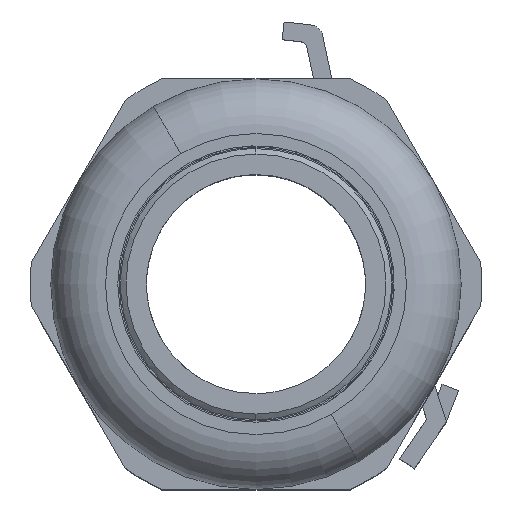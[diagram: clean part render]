
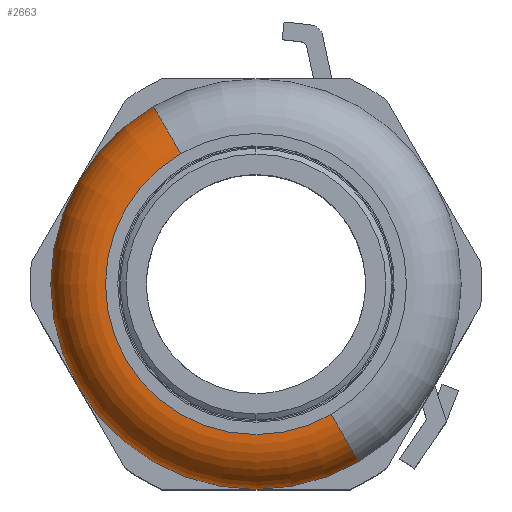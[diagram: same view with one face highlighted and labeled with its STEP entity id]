
A CAD part, top view. The second image highlights one B-rep face of the part: STEP entity #2663.
In plain terms, the highlighted toroidal (fillet/blend) face has major radius 11 mm and minor radius 4 mm.
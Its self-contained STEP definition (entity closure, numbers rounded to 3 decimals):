
#2604=AXIS2_PLACEMENT_3D('Circle Axis2P3D',#2602,#2603,$) ;
#2623=AXIS2_PLACEMENT_3D('Circle Axis2P3D',#2621,#2622,$) ;
#2637=AXIS2_PLACEMENT_3D('Circle Axis2P3D',#2635,#2636,$) ;
#2650=AXIS2_PLACEMENT_3D('Torus Axis2P3D',#2647,#2648,#2649) ;
#2654=AXIS2_PLACEMENT_3D('Circle Axis2P3D',#2652,#2653,$) ;
#2597=CARTESIAN_POINT('Vertex',(22.,5.474,63.5)) ;
#2599=CARTESIAN_POINT('Vertex',(11.,24.526,63.5)) ;
#2602=CARTESIAN_POINT('Axis2P3D Location',(16.5,15.,63.5)) ;
#2621=CARTESIAN_POINT('Axis2P3D Location',(22.,5.474,59.5)) ;
#2625=CARTESIAN_POINT('Vertex',(24.,2.01,59.5)) ;
#2632=CARTESIAN_POINT('Vertex',(9.,27.99,59.5)) ;
#2635=CARTESIAN_POINT('Axis2P3D Location',(11.,24.526,59.5)) ;
#2647=CARTESIAN_POINT('Axis2P3D Location',(16.5,15.,59.5)) ;
#2652=CARTESIAN_POINT('Axis2P3D Location',(16.5,15.,59.5)) ;
#2603=DIRECTION('Axis2P3D Direction',(0.,0.,1.)) ;
#2622=DIRECTION('Axis2P3D Direction',(-0.866,-0.5,0.)) ;
#2636=DIRECTION('Axis2P3D Direction',(0.866,0.5,0.)) ;
#2648=DIRECTION('Axis2P3D Direction',(0.,0.,1.)) ;
#2649=DIRECTION('Axis2P3D XDirection',(-0.5,0.866,0.)) ;
#2653=DIRECTION('Axis2P3D Direction',(0.,0.,1.)) ;
#2658=ORIENTED_EDGE('',*,*,#2639,.T.) ;
#2659=ORIENTED_EDGE('',*,*,#2656,.F.) ;
#2660=ORIENTED_EDGE('',*,*,#2627,.T.) ;
#2661=ORIENTED_EDGE('',*,*,#2606,.F.) ;
#2663=ADVANCED_FACE('Hauptk\X2\00F6\X0\rper',(#2662),#2651,.T.) ;
#2605=CIRCLE('generated circle',#2604,11.) ;
#2624=CIRCLE('generated circle',#2623,4.) ;
#2638=CIRCLE('generated circle',#2637,4.) ;
#2655=CIRCLE('generated circle',#2654,15.) ;
#2651=TOROIDAL_SURFACE('homeo Torus',#2650,11.,4.) ;
#2606=EDGE_CURVE('',#2600,#2598,#2605,.T.) ;
#2627=EDGE_CURVE('',#2626,#2598,#2624,.T.) ;
#2639=EDGE_CURVE('',#2600,#2633,#2638,.F.) ;
#2656=EDGE_CURVE('',#2626,#2633,#2655,.F.) ;
#2657=EDGE_LOOP('',(#2658,#2659,#2660,#2661)) ;
#2662=FACE_OUTER_BOUND('',#2657,.T.) ;
#2598=VERTEX_POINT('',#2597) ;
#2600=VERTEX_POINT('',#2599) ;
#2626=VERTEX_POINT('',#2625) ;
#2633=VERTEX_POINT('',#2632) ;
